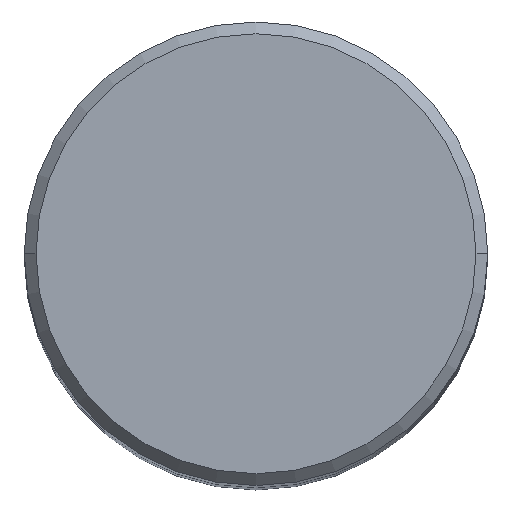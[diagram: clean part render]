
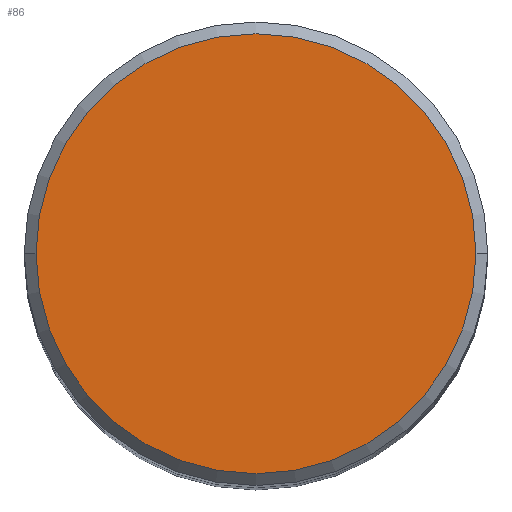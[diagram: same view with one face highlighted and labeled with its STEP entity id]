
A CAD part, top view. The second image highlights one B-rep face of the part: STEP entity #86.
In plain terms, the highlighted planar face has unit normal (0, 0, 1).
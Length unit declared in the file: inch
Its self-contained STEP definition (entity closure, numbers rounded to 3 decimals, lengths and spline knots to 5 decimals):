
#24 = DIRECTION ( 'NONE',  ( -1., 0., 0. ) ) ;
#25 = EDGE_CURVE ( 'NONE', #201, #154, #379, .T. ) ;
#39 = EDGE_CURVE ( 'NONE', #154, #201, #388, .T. ) ;
#53 = AXIS2_PLACEMENT_3D ( 'NONE', #342, #343, #24 ) ;
#74 = DIRECTION ( 'NONE',  ( 0., 0., 1. ) ) ;
#77 = DIRECTION ( 'NONE',  ( 0., 0., 1. ) ) ;
#86 = ADVANCED_FACE ( 'NONE', ( #138 ), #367, .F. ) ;
#137 = DIRECTION ( 'NONE',  ( 1., 0., 0. ) ) ;
#138 = FACE_OUTER_BOUND ( 'NONE', #373, .T. ) ;
#154 = VERTEX_POINT ( 'NONE', #381 ) ;
#201 = VERTEX_POINT ( 'NONE', #218 ) ;
#208 = AXIS2_PLACEMENT_3D ( 'NONE', #244, #77, #341 ) ;
#218 = CARTESIAN_POINT ( 'NONE',  ( -0.3737, 0., 0. ) ) ;
#244 = CARTESIAN_POINT ( 'NONE',  ( 0., 0., 0. ) ) ;
#275 = ORIENTED_EDGE ( 'NONE', *, *, #39, .T. ) ;
#321 = ORIENTED_EDGE ( 'NONE', *, *, #25, .T. ) ;
#341 = DIRECTION ( 'NONE',  ( 1., 0., 0. ) ) ;
#342 = CARTESIAN_POINT ( 'NONE',  ( 0., 0.3737, 0. ) ) ;
#343 = DIRECTION ( 'NONE',  ( 0., 0., -1. ) ) ;
#344 = AXIS2_PLACEMENT_3D ( 'NONE', #370, #74, #137 ) ;
#367 = PLANE ( 'NONE',  #53 ) ;
#370 = CARTESIAN_POINT ( 'NONE',  ( 0., 0., 0. ) ) ;
#373 = EDGE_LOOP ( 'NONE', ( #321, #275 ) ) ;
#379 = CIRCLE ( 'NONE', #344, 0.3737 ) ;
#381 = CARTESIAN_POINT ( 'NONE',  ( 0.3737, 0., 0. ) ) ;
#388 = CIRCLE ( 'NONE', #208, 0.3737 ) ;
